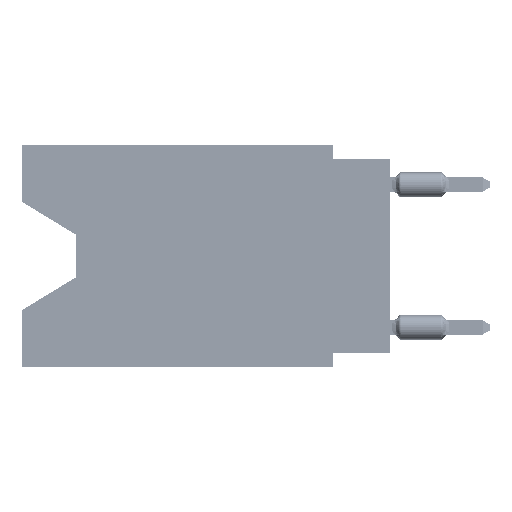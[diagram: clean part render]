
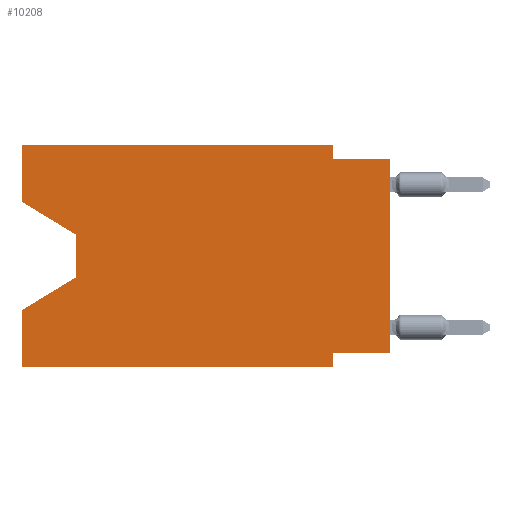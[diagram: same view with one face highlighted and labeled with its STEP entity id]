
A CAD part, left-side view. The second image highlights one B-rep face of the part: STEP entity #10208.
In plain terms, the highlighted planar face has unit normal (-1, 0, 0).
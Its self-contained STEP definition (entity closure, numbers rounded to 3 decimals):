
#63 = AXIS2_PLACEMENT_3D ( 'NONE', #42178, #13244, #11939 ) ;
#922 = CARTESIAN_POINT ( 'NONE',  ( 0., 2.54, -9.906 ) ) ;
#1976 = DIRECTION ( 'NONE',  ( 0., 0., 1. ) ) ;
#2649 = VERTEX_POINT ( 'NONE', #47601 ) ;
#2936 = ORIENTED_EDGE ( 'NONE', *, *, #41583, .F. ) ;
#3032 = CARTESIAN_POINT ( 'NONE',  ( 0., 0., -0.635 ) ) ;
#3371 = ORIENTED_EDGE ( 'NONE', *, *, #21270, .F. ) ;
#3642 = LINE ( 'NONE', #44371, #24143 ) ;
#5871 = DIRECTION ( 'NONE',  ( 0., 1., 0. ) ) ;
#6173 = DIRECTION ( 'NONE',  ( 0., 0., -1. ) ) ;
#7021 = VERTEX_POINT ( 'NONE', #20333 ) ;
#7140 = EDGE_CURVE ( 'NONE', #26891, #16637, #44549, .T. ) ;
#7354 = CARTESIAN_POINT ( 'NONE',  ( 0., 13.97, -4.013 ) ) ;
#8032 = CARTESIAN_POINT ( 'NONE',  ( 0., 0., -9.271 ) ) ;
#10182 = VECTOR ( 'NONE', #6173, 1000. ) ;
#10208 = ADVANCED_FACE ( 'NONE', ( #38233 ), #53368, .F. ) ;
#11722 = DIRECTION ( 'NONE',  ( 0., 0., 1. ) ) ;
#11835 = VECTOR ( 'NONE', #36319, 1000. ) ;
#11939 = DIRECTION ( 'NONE',  ( 0., 0., -1. ) ) ;
#12089 = CARTESIAN_POINT ( 'NONE',  ( 0., 0., -9.271 ) ) ;
#12257 = CARTESIAN_POINT ( 'NONE',  ( 0., 2.54, -9.906 ) ) ;
#12644 = CARTESIAN_POINT ( 'NONE',  ( 0., 16.383, -9.906 ) ) ;
#13244 = DIRECTION ( 'NONE',  ( 1., 0., 0. ) ) ;
#13579 = CARTESIAN_POINT ( 'NONE',  ( 0., 16.383, -2.546 ) ) ;
#13871 = VECTOR ( 'NONE', #5871, 1000. ) ;
#16115 = EDGE_CURVE ( 'NONE', #2649, #49344, #22619, .T. ) ;
#16637 = VERTEX_POINT ( 'NONE', #39260 ) ;
#17483 = LINE ( 'NONE', #3032, #22194 ) ;
#18319 = CARTESIAN_POINT ( 'NONE',  ( 0., 13.97, -5.893 ) ) ;
#18698 = VECTOR ( 'NONE', #19104, 1000. ) ;
#18907 = DIRECTION ( 'NONE',  ( 0., -0.855, -0.519 ) ) ;
#19104 = DIRECTION ( 'NONE',  ( 0., 0., 1. ) ) ;
#19720 = ORIENTED_EDGE ( 'NONE', *, *, #38767, .T. ) ;
#20333 = CARTESIAN_POINT ( 'NONE',  ( 0., 2.54, -9.271 ) ) ;
#21270 = EDGE_CURVE ( 'NONE', #53336, #49344, #43451, .T. ) ;
#21759 = ORIENTED_EDGE ( 'NONE', *, *, #55952, .T. ) ;
#21929 = VERTEX_POINT ( 'NONE', #27513 ) ;
#21956 = LINE ( 'NONE', #12089, #13871 ) ;
#22194 = VECTOR ( 'NONE', #37534, 1000. ) ;
#22619 = LINE ( 'NONE', #18319, #44510 ) ;
#22938 = DIRECTION ( 'NONE',  ( 0., 0.855, -0.519 ) ) ;
#23688 = DIRECTION ( 'NONE',  ( 0., -1., 0. ) ) ;
#24143 = VECTOR ( 'NONE', #23688, 1000. ) ;
#26891 = VERTEX_POINT ( 'NONE', #13579 ) ;
#27159 = LINE ( 'NONE', #56798, #63120 ) ;
#27513 = CARTESIAN_POINT ( 'NONE',  ( 0., 2.54, -0.635 ) ) ;
#27625 = VERTEX_POINT ( 'NONE', #12257 ) ;
#27784 = LINE ( 'NONE', #61709, #41437 ) ;
#29976 = ORIENTED_EDGE ( 'NONE', *, *, #46805, .F. ) ;
#30931 = LINE ( 'NONE', #36189, #60039 ) ;
#32568 = ORIENTED_EDGE ( 'NONE', *, *, #7140, .T. ) ;
#32944 = VECTOR ( 'NONE', #58052, 1000. ) ;
#35919 = CARTESIAN_POINT ( 'NONE',  ( 0., 16.383, 0. ) ) ;
#36189 = CARTESIAN_POINT ( 'NONE',  ( 0., 0., 0. ) ) ;
#36319 = DIRECTION ( 'NONE',  ( 0., 0., -1. ) ) ;
#36868 = CARTESIAN_POINT ( 'NONE',  ( 0., 0., -0.635 ) ) ;
#36972 = LINE ( 'NONE', #12644, #32944 ) ;
#37534 = DIRECTION ( 'NONE',  ( 0., -1., 0. ) ) ;
#38202 = EDGE_CURVE ( 'NONE', #21929, #49240, #17483, .T. ) ;
#38233 = FACE_OUTER_BOUND ( 'NONE', #45190, .T. ) ;
#38767 = EDGE_CURVE ( 'NONE', #53336, #27625, #36972, .T. ) ;
#39201 = ORIENTED_EDGE ( 'NONE', *, *, #16115, .T. ) ;
#39260 = CARTESIAN_POINT ( 'NONE',  ( 0., 13.97, -4.013 ) ) ;
#41437 = VECTOR ( 'NONE', #57079, 1000. ) ;
#41583 = EDGE_CURVE ( 'NONE', #58079, #21929, #27784, .T. ) ;
#41757 = ORIENTED_EDGE ( 'NONE', *, *, #49029, .F. ) ;
#42178 = CARTESIAN_POINT ( 'NONE',  ( 0., 16.383, 0. ) ) ;
#43451 = LINE ( 'NONE', #54624, #18698 ) ;
#43963 = ORIENTED_EDGE ( 'NONE', *, *, #38202, .F. ) ;
#44371 = CARTESIAN_POINT ( 'NONE',  ( 0., 16.383, 0. ) ) ;
#44510 = VECTOR ( 'NONE', #22938, 1000. ) ;
#44549 = LINE ( 'NONE', #44866, #58304 ) ;
#44866 = CARTESIAN_POINT ( 'NONE',  ( 0., 16.383, -2.546 ) ) ;
#44973 = LINE ( 'NONE', #922, #10182 ) ;
#45190 = EDGE_LOOP ( 'NONE', ( #32568, #21759, #39201, #3371, #19720, #63370, #52557, #51591, #43963, #2936, #29976, #41757 ) ) ;
#46805 = EDGE_CURVE ( 'NONE', #60444, #58079, #3642, .T. ) ;
#47601 = CARTESIAN_POINT ( 'NONE',  ( 0., 13.97, -5.893 ) ) ;
#49029 = EDGE_CURVE ( 'NONE', #26891, #60444, #27159, .T. ) ;
#49240 = VERTEX_POINT ( 'NONE', #36868 ) ;
#49344 = VERTEX_POINT ( 'NONE', #55995 ) ;
#51591 = ORIENTED_EDGE ( 'NONE', *, *, #53016, .T. ) ;
#52557 = ORIENTED_EDGE ( 'NONE', *, *, #53484, .F. ) ;
#52723 = VERTEX_POINT ( 'NONE', #8032 ) ;
#53016 = EDGE_CURVE ( 'NONE', #52723, #49240, #30931, .T. ) ;
#53336 = VERTEX_POINT ( 'NONE', #55204 ) ;
#53368 = PLANE ( 'NONE',  #63 ) ;
#53484 = EDGE_CURVE ( 'NONE', #52723, #7021, #21956, .T. ) ;
#54624 = CARTESIAN_POINT ( 'NONE',  ( 0., 16.383, 0. ) ) ;
#55204 = CARTESIAN_POINT ( 'NONE',  ( 0., 16.383, -9.906 ) ) ;
#55952 = EDGE_CURVE ( 'NONE', #16637, #2649, #57035, .T. ) ;
#55995 = CARTESIAN_POINT ( 'NONE',  ( 0., 16.383, -7.36 ) ) ;
#56798 = CARTESIAN_POINT ( 'NONE',  ( 0., 16.383, 0. ) ) ;
#57035 = LINE ( 'NONE', #7354, #11835 ) ;
#57079 = DIRECTION ( 'NONE',  ( 0., 0., -1. ) ) ;
#58052 = DIRECTION ( 'NONE',  ( 0., -1., 0. ) ) ;
#58079 = VERTEX_POINT ( 'NONE', #61848 ) ;
#58304 = VECTOR ( 'NONE', #18907, 1000. ) ;
#60039 = VECTOR ( 'NONE', #1976, 1000. ) ;
#60444 = VERTEX_POINT ( 'NONE', #35919 ) ;
#60775 = EDGE_CURVE ( 'NONE', #7021, #27625, #44973, .T. ) ;
#61709 = CARTESIAN_POINT ( 'NONE',  ( 0., 2.54, 0. ) ) ;
#61848 = CARTESIAN_POINT ( 'NONE',  ( 0., 2.54, 0. ) ) ;
#63120 = VECTOR ( 'NONE', #11722, 1000. ) ;
#63370 = ORIENTED_EDGE ( 'NONE', *, *, #60775, .F. ) ;
